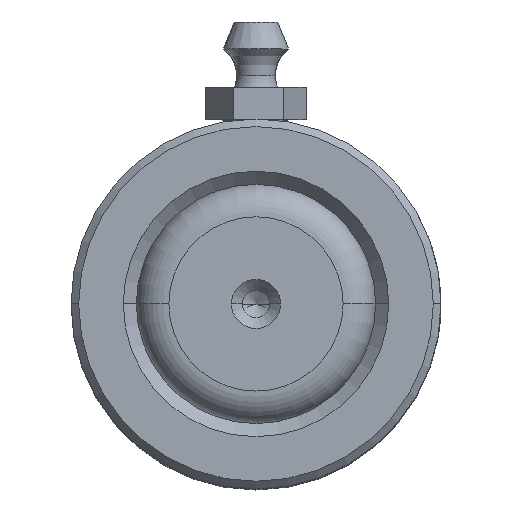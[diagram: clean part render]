
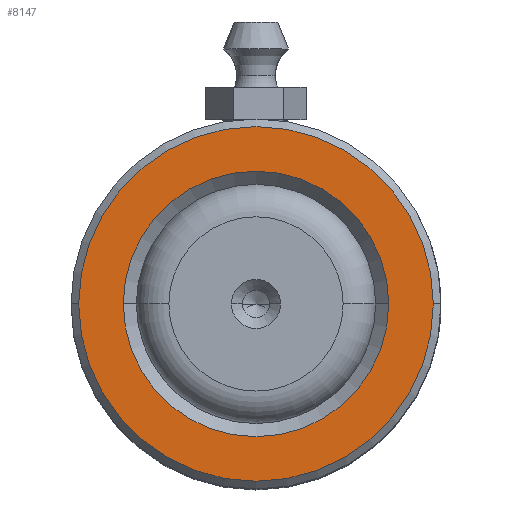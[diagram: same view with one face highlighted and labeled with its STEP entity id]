
A CAD part, top view. The second image highlights one B-rep face of the part: STEP entity #8147.
In plain terms, the highlighted planar face has unit normal (0, 0, 1).
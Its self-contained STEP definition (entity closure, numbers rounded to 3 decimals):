
#8 = VERTEX_POINT ( 'NONE', #4021 ) ;
#307 = AXIS2_PLACEMENT_3D ( 'NONE', #8256, #5639, #6980 ) ;
#325 = CARTESIAN_POINT ( 'NONE',  ( 0., 0., 60. ) ) ;
#732 = CARTESIAN_POINT ( 'NONE',  ( -12.2, 0., 60. ) ) ;
#1438 = CARTESIAN_POINT ( 'NONE',  ( 0., 0., 60. ) ) ;
#1467 = ORIENTED_EDGE ( 'NONE', *, *, #1490, .T. ) ;
#1490 = EDGE_CURVE ( 'NONE', #8, #8361, #6870, .T. ) ;
#1615 = DIRECTION ( 'NONE',  ( 0., 0., 1. ) ) ;
#1693 = CARTESIAN_POINT ( 'NONE',  ( 0., 0., 60. ) ) ;
#1803 = DIRECTION ( 'NONE',  ( 1., 0., 0. ) ) ;
#2014 = CIRCLE ( 'NONE', #3823, 12.2 ) ;
#2195 = EDGE_CURVE ( 'NONE', #8361, #8, #3786, .T. ) ;
#2265 = FACE_OUTER_BOUND ( 'NONE', #7011, .T. ) ;
#2397 = DIRECTION ( 'NONE',  ( 1., 0., 0. ) ) ;
#2641 = CARTESIAN_POINT ( 'NONE',  ( 12.2, 0., 60. ) ) ;
#3223 = CARTESIAN_POINT ( 'NONE',  ( 0., 0., 60. ) ) ;
#3310 = AXIS2_PLACEMENT_3D ( 'NONE', #325, #1615, #5019 ) ;
#3434 = AXIS2_PLACEMENT_3D ( 'NONE', #1438, #5506, #3485 ) ;
#3436 = ORIENTED_EDGE ( 'NONE', *, *, #3513, .T. ) ;
#3474 = CIRCLE ( 'NONE', #3434, 12.2 ) ;
#3485 = DIRECTION ( 'NONE',  ( 1., 0., 0. ) ) ;
#3513 = EDGE_CURVE ( 'NONE', #4489, #7425, #2014, .T. ) ;
#3669 = DIRECTION ( 'NONE',  ( 0., 0., -1. ) ) ;
#3786 = CIRCLE ( 'NONE', #307, 16.3 ) ;
#3823 = AXIS2_PLACEMENT_3D ( 'NONE', #1693, #3669, #2397 ) ;
#4021 = CARTESIAN_POINT ( 'NONE',  ( 16.3, 0., 60. ) ) ;
#4308 = AXIS2_PLACEMENT_3D ( 'NONE', #3223, #7275, #1803 ) ;
#4489 = VERTEX_POINT ( 'NONE', #2641 ) ;
#4525 = EDGE_CURVE ( 'NONE', #7425, #4489, #3474, .T. ) ;
#5019 = DIRECTION ( 'NONE',  ( 1., 0., 0. ) ) ;
#5069 = ORIENTED_EDGE ( 'NONE', *, *, #2195, .T. ) ;
#5506 = DIRECTION ( 'NONE',  ( 0., 0., -1. ) ) ;
#5639 = DIRECTION ( 'NONE',  ( 0., 0., 1. ) ) ;
#5778 = PLANE ( 'NONE',  #4308 ) ;
#6236 = EDGE_LOOP ( 'NONE', ( #3436, #7684 ) ) ;
#6870 = CIRCLE ( 'NONE', #3310, 16.3 ) ;
#6980 = DIRECTION ( 'NONE',  ( 1., 0., 0. ) ) ;
#7011 = EDGE_LOOP ( 'NONE', ( #5069, #1467 ) ) ;
#7014 = CARTESIAN_POINT ( 'NONE',  ( -16.3, 0., 60. ) ) ;
#7275 = DIRECTION ( 'NONE',  ( 0., 0., 1. ) ) ;
#7331 = FACE_BOUND ( 'NONE', #6236, .T. ) ;
#7425 = VERTEX_POINT ( 'NONE', #732 ) ;
#7684 = ORIENTED_EDGE ( 'NONE', *, *, #4525, .T. ) ;
#8147 = ADVANCED_FACE ( 'NONE', ( #2265, #7331 ), #5778, .T. ) ;
#8256 = CARTESIAN_POINT ( 'NONE',  ( 0., 0., 60. ) ) ;
#8361 = VERTEX_POINT ( 'NONE', #7014 ) ;
